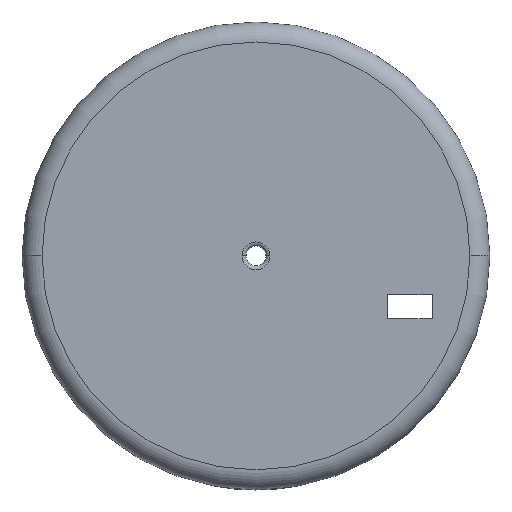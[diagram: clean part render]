
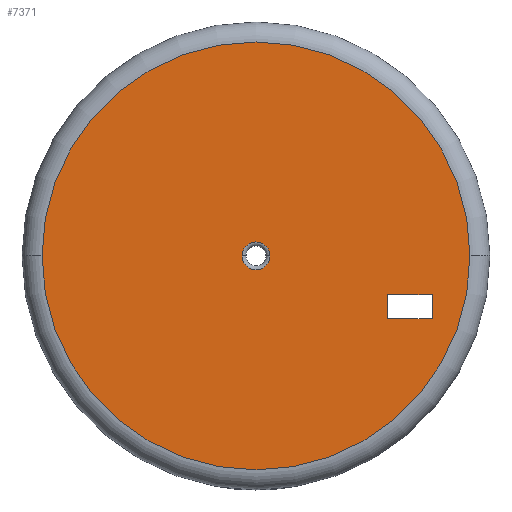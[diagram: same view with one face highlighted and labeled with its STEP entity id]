
A CAD part, top view. The second image highlights one B-rep face of the part: STEP entity #7371.
In plain terms, the highlighted planar face has unit normal (0, 0, 1).
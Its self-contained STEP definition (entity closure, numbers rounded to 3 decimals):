
#55 = CARTESIAN_POINT ( 'NONE',  ( 53.5, 0., 16.4 ) ) ;
#123 = ORIENTED_EDGE ( 'NONE', *, *, #3064, .T. ) ;
#326 = VECTOR ( 'NONE', #6388, 1000. ) ;
#346 = DIRECTION ( 'NONE',  ( -1., 0., 0. ) ) ;
#561 = ORIENTED_EDGE ( 'NONE', *, *, #6736, .F. ) ;
#611 = CARTESIAN_POINT ( 'NONE',  ( -53.5, 0., 16.4 ) ) ;
#737 = CARTESIAN_POINT ( 'NONE',  ( 0., 0., 16.4 ) ) ;
#882 = CARTESIAN_POINT ( 'NONE',  ( 32.9, -15.77, 16.4 ) ) ;
#1403 = EDGE_CURVE ( 'NONE', #2701, #1737, #9822, .T. ) ;
#1528 = ORIENTED_EDGE ( 'NONE', *, *, #1403, .F. ) ;
#1633 = AXIS2_PLACEMENT_3D ( 'NONE', #737, #6010, #5947 ) ;
#1737 = VERTEX_POINT ( 'NONE', #3601 ) ;
#2057 = CARTESIAN_POINT ( 'NONE',  ( -3.5, 0., 16.4 ) ) ;
#2101 = CARTESIAN_POINT ( 'NONE',  ( 0., -9.69, 16.4 ) ) ;
#2669 = DIRECTION ( 'NONE',  ( -1., 0., 0. ) ) ;
#2701 = VERTEX_POINT ( 'NONE', #7423 ) ;
#2989 = EDGE_CURVE ( 'NONE', #7728, #7943, #3987, .T. ) ;
#3064 = EDGE_CURVE ( 'NONE', #6615, #7847, #10708, .T. ) ;
#3239 = CARTESIAN_POINT ( 'NONE',  ( 32.9, 0., 16.4 ) ) ;
#3311 = CARTESIAN_POINT ( 'NONE',  ( 32.9, -9.69, 16.4 ) ) ;
#3314 = VECTOR ( 'NONE', #8432, 1000. ) ;
#3566 = LINE ( 'NONE', #4472, #7269 ) ;
#3601 = CARTESIAN_POINT ( 'NONE',  ( 44.06, -9.69, 16.4 ) ) ;
#3752 = ORIENTED_EDGE ( 'NONE', *, *, #10922, .T. ) ;
#3987 = CIRCLE ( 'NONE', #9628, 53.5 ) ;
#4075 = PLANE ( 'NONE',  #5605 ) ;
#4472 = CARTESIAN_POINT ( 'NONE',  ( 0., -15.77, 16.4 ) ) ;
#4608 = CARTESIAN_POINT ( 'NONE',  ( 0., 0., 16.4 ) ) ;
#4899 = EDGE_LOOP ( 'NONE', ( #8735, #7706 ) ) ;
#5034 = FACE_BOUND ( 'NONE', #10675, .T. ) ;
#5070 = EDGE_CURVE ( 'NONE', #7847, #6615, #5283, .T. ) ;
#5283 = CIRCLE ( 'NONE', #9293, 3.5 ) ;
#5605 = AXIS2_PLACEMENT_3D ( 'NONE', #8510, #6568, #7651 ) ;
#5885 = FACE_OUTER_BOUND ( 'NONE', #4899, .T. ) ;
#5890 = DIRECTION ( 'NONE',  ( 0., 0., 1. ) ) ;
#5947 = DIRECTION ( 'NONE',  ( 1., 0., 0. ) ) ;
#6005 = DIRECTION ( 'NONE',  ( 0., 0., 1. ) ) ;
#6010 = DIRECTION ( 'NONE',  ( 0., 0., -1. ) ) ;
#6023 = EDGE_LOOP ( 'NONE', ( #7830, #123 ) ) ;
#6143 = DIRECTION ( 'NONE',  ( 1., 0., 0. ) ) ;
#6388 = DIRECTION ( 'NONE',  ( 0., 1., 0. ) ) ;
#6568 = DIRECTION ( 'NONE',  ( 0., 0., 1. ) ) ;
#6615 = VERTEX_POINT ( 'NONE', #2057 ) ;
#6692 = AXIS2_PLACEMENT_3D ( 'NONE', #7932, #6005, #9656 ) ;
#6720 = CARTESIAN_POINT ( 'NONE',  ( 3.5, 0., 16.4 ) ) ;
#6736 = EDGE_CURVE ( 'NONE', #1737, #9415, #8349, .T. ) ;
#6796 = CARTESIAN_POINT ( 'NONE',  ( 0., 0., 16.4 ) ) ;
#7269 = VECTOR ( 'NONE', #2669, 1000. ) ;
#7371 = ADVANCED_FACE ( 'NONE', ( #10892, #5885, #5034 ), #4075, .T. ) ;
#7423 = CARTESIAN_POINT ( 'NONE',  ( 44.06, -15.77, 16.4 ) ) ;
#7506 = EDGE_CURVE ( 'NONE', #7943, #7728, #8346, .T. ) ;
#7595 = DIRECTION ( 'NONE',  ( 1., 0., 0. ) ) ;
#7651 = DIRECTION ( 'NONE',  ( 1., 0., 0. ) ) ;
#7706 = ORIENTED_EDGE ( 'NONE', *, *, #2989, .T. ) ;
#7728 = VERTEX_POINT ( 'NONE', #611 ) ;
#7830 = ORIENTED_EDGE ( 'NONE', *, *, #5070, .T. ) ;
#7847 = VERTEX_POINT ( 'NONE', #6720 ) ;
#7932 = CARTESIAN_POINT ( 'NONE',  ( 0., 0., 16.4 ) ) ;
#7943 = VERTEX_POINT ( 'NONE', #55 ) ;
#8079 = DIRECTION ( 'NONE',  ( 0., 0., -1. ) ) ;
#8234 = VECTOR ( 'NONE', #346, 1000. ) ;
#8346 = CIRCLE ( 'NONE', #6692, 53.5 ) ;
#8349 = LINE ( 'NONE', #2101, #8234 ) ;
#8432 = DIRECTION ( 'NONE',  ( 0., 1., 0. ) ) ;
#8510 = CARTESIAN_POINT ( 'NONE',  ( 0., 0., 16.4 ) ) ;
#8735 = ORIENTED_EDGE ( 'NONE', *, *, #7506, .T. ) ;
#8987 = ORIENTED_EDGE ( 'NONE', *, *, #9755, .T. ) ;
#9293 = AXIS2_PLACEMENT_3D ( 'NONE', #4608, #8079, #6143 ) ;
#9415 = VERTEX_POINT ( 'NONE', #3311 ) ;
#9628 = AXIS2_PLACEMENT_3D ( 'NONE', #6796, #5890, #7595 ) ;
#9656 = DIRECTION ( 'NONE',  ( 1., 0., 0. ) ) ;
#9755 = EDGE_CURVE ( 'NONE', #2701, #10607, #3566, .T. ) ;
#9822 = LINE ( 'NONE', #9920, #326 ) ;
#9920 = CARTESIAN_POINT ( 'NONE',  ( 44.06, 0., 16.4 ) ) ;
#10607 = VERTEX_POINT ( 'NONE', #882 ) ;
#10675 = EDGE_LOOP ( 'NONE', ( #3752, #561, #1528, #8987 ) ) ;
#10708 = CIRCLE ( 'NONE', #1633, 3.5 ) ;
#10892 = FACE_BOUND ( 'NONE', #6023, .T. ) ;
#10922 = EDGE_CURVE ( 'NONE', #10607, #9415, #10972, .T. ) ;
#10972 = LINE ( 'NONE', #3239, #3314 ) ;
